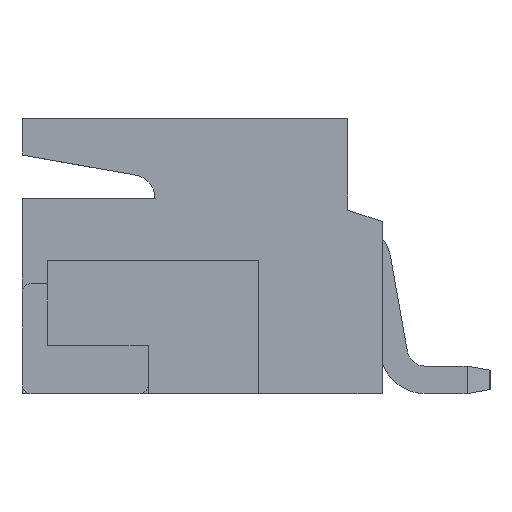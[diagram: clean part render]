
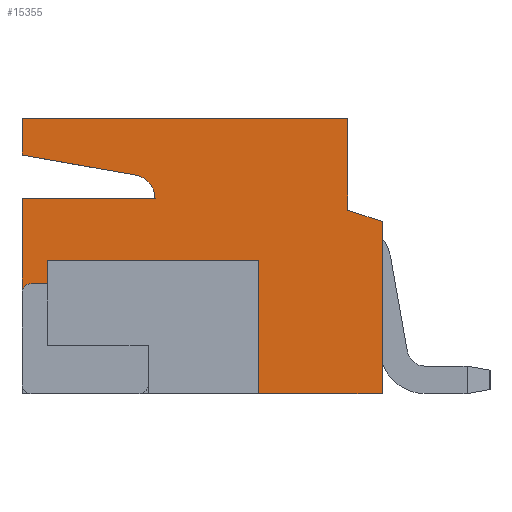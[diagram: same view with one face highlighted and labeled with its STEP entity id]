
A CAD part, left-side view. The second image highlights one B-rep face of the part: STEP entity #15355.
In plain terms, the highlighted planar face has unit normal (-1, 0, 0).
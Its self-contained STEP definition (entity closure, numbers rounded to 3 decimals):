
#44 = DIRECTION ( 'NONE',  ( 0., 0., -1. ) ) ;
#191 = VERTEX_POINT ( 'NONE', #12100 ) ;
#591 = EDGE_CURVE ( 'NONE', #5638, #15545, #5737, .T. ) ;
#919 = VERTEX_POINT ( 'NONE', #15328 ) ;
#921 = EDGE_CURVE ( 'NONE', #15608, #11913, #15221, .T. ) ;
#928 = EDGE_CURVE ( 'NONE', #7620, #1961, #5710, .T. ) ;
#1015 = VECTOR ( 'NONE', #16046, 1000. ) ;
#1142 = LINE ( 'NONE', #6223, #4088 ) ;
#1169 = VERTEX_POINT ( 'NONE', #2408 ) ;
#1190 = EDGE_LOOP ( 'NONE', ( #6004, #2290, #10070, #13349, #5399, #12400, #15668, #2313, #7607, #4662, #7977, #8376, #9159, #15733, #12835, #3312, #3732, #10678 ) ) ;
#1193 = LINE ( 'NONE', #3123, #4133 ) ;
#1206 = EDGE_CURVE ( 'NONE', #15862, #3816, #8205, .T. ) ;
#1347 = EDGE_CURVE ( 'NONE', #15545, #15089, #15387, .T. ) ;
#1672 = DIRECTION ( 'NONE',  ( 0., -1., 0. ) ) ;
#1878 = LINE ( 'NONE', #6257, #8116 ) ;
#1961 = VERTEX_POINT ( 'NONE', #9121 ) ;
#1984 = VECTOR ( 'NONE', #14816, 1000. ) ;
#2037 = VECTOR ( 'NONE', #6865, 1000. ) ;
#2261 = LINE ( 'NONE', #7161, #5195 ) ;
#2290 = ORIENTED_EDGE ( 'NONE', *, *, #7465, .T. ) ;
#2313 = ORIENTED_EDGE ( 'NONE', *, *, #14343, .F. ) ;
#2314 = CARTESIAN_POINT ( 'NONE',  ( -11.3, -0.844, 4.787 ) ) ;
#2388 = VERTEX_POINT ( 'NONE', #10204 ) ;
#2408 = CARTESIAN_POINT ( 'NONE',  ( -11.3, -1.25, 0.2 ) ) ;
#2447 = VECTOR ( 'NONE', #11750, 1000. ) ;
#2697 = LINE ( 'NONE', #9124, #5587 ) ;
#2996 = CARTESIAN_POINT ( 'NONE',  ( -11.3, -3.65, 2.9 ) ) ;
#3017 = CARTESIAN_POINT ( 'NONE',  ( -11.3, -5.6, 4. ) ) ;
#3062 = CARTESIAN_POINT ( 'NONE',  ( -11.3, -3.15, 1.05 ) ) ;
#3123 = CARTESIAN_POINT ( 'NONE',  ( -11.3, -6.35, 3.75 ) ) ;
#3133 = CARTESIAN_POINT ( 'NONE',  ( -11.3, 1.5, 5.2 ) ) ;
#3312 = ORIENTED_EDGE ( 'NONE', *, *, #10745, .F. ) ;
#3454 = AXIS2_PLACEMENT_3D ( 'NONE', #3583, #12263, #4813 ) ;
#3583 = CARTESIAN_POINT ( 'NONE',  ( -11.3, -0.877, 4.25 ) ) ;
#3732 = ORIENTED_EDGE ( 'NONE', *, *, #14673, .F. ) ;
#3764 = VECTOR ( 'NONE', #7320, 1000. ) ;
#3816 = VERTEX_POINT ( 'NONE', #11900 ) ;
#3898 = LINE ( 'NONE', #14940, #9702 ) ;
#4088 = VECTOR ( 'NONE', #13622, 1000. ) ;
#4133 = VECTOR ( 'NONE', #5625, 1000. ) ;
#4317 = CARTESIAN_POINT ( 'NONE',  ( -11.3, 0.95, 2.9 ) ) ;
#4414 = DIRECTION ( 'NONE',  ( 1., 0., 0. ) ) ;
#4544 = EDGE_CURVE ( 'NONE', #919, #12744, #5532, .T. ) ;
#4587 = EDGE_CURVE ( 'NONE', #15089, #9134, #10551, .T. ) ;
#4662 = ORIENTED_EDGE ( 'NONE', *, *, #1347, .T. ) ;
#4813 = DIRECTION ( 'NONE',  ( 0., 0., -1. ) ) ;
#4911 = VECTOR ( 'NONE', #13617, 1000. ) ;
#4914 = CARTESIAN_POINT ( 'NONE',  ( -11.3, -3.15, 2.4 ) ) ;
#5088 = VERTEX_POINT ( 'NONE', #3133 ) ;
#5195 = VECTOR ( 'NONE', #14555, 1000. ) ;
#5346 = EDGE_CURVE ( 'NONE', #5088, #919, #7456, .T. ) ;
#5366 = LINE ( 'NONE', #6809, #2037 ) ;
#5399 = ORIENTED_EDGE ( 'NONE', *, *, #15770, .T. ) ;
#5532 = CIRCLE ( 'NONE', #3454, 0.523 ) ;
#5587 = VECTOR ( 'NONE', #14128, 1000. ) ;
#5625 = DIRECTION ( 'NONE',  ( 0., 0., -1. ) ) ;
#5638 = VERTEX_POINT ( 'NONE', #15082 ) ;
#5710 = LINE ( 'NONE', #9210, #8635 ) ;
#5737 = LINE ( 'NONE', #4317, #2447 ) ;
#5739 = VECTOR ( 'NONE', #10274, 1000. ) ;
#5877 = VECTOR ( 'NONE', #1672, 1000. ) ;
#6004 = ORIENTED_EDGE ( 'NONE', *, *, #4544, .T. ) ;
#6130 = CARTESIAN_POINT ( 'NONE',  ( -11.3, 0.95, 2.4 ) ) ;
#6223 = CARTESIAN_POINT ( 'NONE',  ( -11.3, -5.6, 6. ) ) ;
#6257 = CARTESIAN_POINT ( 'NONE',  ( -11.3, -3.15, 1.05 ) ) ;
#6809 = CARTESIAN_POINT ( 'NONE',  ( -11.3, 1.5, 0. ) ) ;
#6865 = DIRECTION ( 'NONE',  ( 0., 0., 1. ) ) ;
#7161 = CARTESIAN_POINT ( 'NONE',  ( -11.3, -1.835, 0.2 ) ) ;
#7320 = DIRECTION ( 'NONE',  ( 0., -0.985, -0.174 ) ) ;
#7456 = LINE ( 'NONE', #2314, #3764 ) ;
#7465 = EDGE_CURVE ( 'NONE', #12744, #1961, #12708, .T. ) ;
#7607 = ORIENTED_EDGE ( 'NONE', *, *, #591, .T. ) ;
#7620 = VERTEX_POINT ( 'NONE', #8879 ) ;
#7788 = CARTESIAN_POINT ( 'NONE',  ( -11.3, -1.4, 4.25 ) ) ;
#7847 = DIRECTION ( 'NONE',  ( 0., 0., 1. ) ) ;
#7897 = FACE_OUTER_BOUND ( 'NONE', #1190, .T. ) ;
#7977 = ORIENTED_EDGE ( 'NONE', *, *, #4587, .T. ) ;
#8116 = VECTOR ( 'NONE', #44, 1000. ) ;
#8205 = LINE ( 'NONE', #11125, #4911 ) ;
#8376 = ORIENTED_EDGE ( 'NONE', *, *, #12153, .F. ) ;
#8635 = VECTOR ( 'NONE', #7847, 1000. ) ;
#8768 = DIRECTION ( 'NONE',  ( 0., -1., 0. ) ) ;
#8879 = CARTESIAN_POINT ( 'NONE',  ( -11.3, 1.5, 0.2 ) ) ;
#9121 = CARTESIAN_POINT ( 'NONE',  ( -11.3, 1.5, 4.25 ) ) ;
#9124 = CARTESIAN_POINT ( 'NONE',  ( -11.3, -6.35, 0. ) ) ;
#9134 = VERTEX_POINT ( 'NONE', #12997 ) ;
#9159 = ORIENTED_EDGE ( 'NONE', *, *, #9779, .F. ) ;
#9210 = CARTESIAN_POINT ( 'NONE',  ( -11.3, 1.5, 0. ) ) ;
#9702 = VECTOR ( 'NONE', #8768, 1000. ) ;
#9779 = EDGE_CURVE ( 'NONE', #11913, #191, #1193, .T. ) ;
#10070 = ORIENTED_EDGE ( 'NONE', *, *, #928, .F. ) ;
#10090 = CARTESIAN_POINT ( 'NONE',  ( -11.3, -3.65, 2.9 ) ) ;
#10204 = CARTESIAN_POINT ( 'NONE',  ( -11.3, 1.5, 6. ) ) ;
#10264 = AXIS2_PLACEMENT_3D ( 'NONE', #10590, #4414, #13084 ) ;
#10274 = DIRECTION ( 'NONE',  ( 0., 0., 1. ) ) ;
#10551 = LINE ( 'NONE', #14798, #1015 ) ;
#10590 = CARTESIAN_POINT ( 'NONE',  ( -11.3, 0., 0. ) ) ;
#10678 = ORIENTED_EDGE ( 'NONE', *, *, #5346, .T. ) ;
#10745 = EDGE_CURVE ( 'NONE', #2388, #13414, #3898, .T. ) ;
#11068 = CARTESIAN_POINT ( 'NONE',  ( -11.3, 0., 4.25 ) ) ;
#11089 = CARTESIAN_POINT ( 'NONE',  ( -11.3, 0.95, 2.9 ) ) ;
#11125 = CARTESIAN_POINT ( 'NONE',  ( -11.3, 0.95, 1.05 ) ) ;
#11407 = VECTOR ( 'NONE', #14789, 1000. ) ;
#11446 = EDGE_CURVE ( 'NONE', #13414, #15608, #1142, .T. ) ;
#11572 = CARTESIAN_POINT ( 'NONE',  ( -11.3, -1.25, 1.05 ) ) ;
#11699 = DIRECTION ( 'NONE',  ( 0., -0.949, -0.316 ) ) ;
#11750 = DIRECTION ( 'NONE',  ( 0., 0., 1. ) ) ;
#11860 = PLANE ( 'NONE',  #10264 ) ;
#11900 = CARTESIAN_POINT ( 'NONE',  ( -11.3, -1.25, 1.05 ) ) ;
#11913 = VERTEX_POINT ( 'NONE', #14685 ) ;
#11981 = EDGE_CURVE ( 'NONE', #12484, #15862, #1878, .T. ) ;
#12100 = CARTESIAN_POINT ( 'NONE',  ( -11.3, -6.35, 0. ) ) ;
#12153 = EDGE_CURVE ( 'NONE', #191, #9134, #2697, .T. ) ;
#12263 = DIRECTION ( 'NONE',  ( 1., 0., 0. ) ) ;
#12321 = VECTOR ( 'NONE', #11699, 1000. ) ;
#12353 = EDGE_CURVE ( 'NONE', #1169, #7620, #2261, .T. ) ;
#12357 = LINE ( 'NONE', #11572, #5739 ) ;
#12400 = ORIENTED_EDGE ( 'NONE', *, *, #1206, .F. ) ;
#12484 = VERTEX_POINT ( 'NONE', #4914 ) ;
#12708 = LINE ( 'NONE', #11068, #1984 ) ;
#12744 = VERTEX_POINT ( 'NONE', #7788 ) ;
#12835 = ORIENTED_EDGE ( 'NONE', *, *, #11446, .F. ) ;
#12997 = CARTESIAN_POINT ( 'NONE',  ( -11.3, -3.65, 0. ) ) ;
#13060 = CARTESIAN_POINT ( 'NONE',  ( -11.3, -5.6, 6. ) ) ;
#13084 = DIRECTION ( 'NONE',  ( 0., 0., -1. ) ) ;
#13349 = ORIENTED_EDGE ( 'NONE', *, *, #12353, .F. ) ;
#13414 = VERTEX_POINT ( 'NONE', #13060 ) ;
#13617 = DIRECTION ( 'NONE',  ( 0., 1., 0. ) ) ;
#13622 = DIRECTION ( 'NONE',  ( 0., 0., -1. ) ) ;
#14128 = DIRECTION ( 'NONE',  ( 0., 1., 0. ) ) ;
#14343 = EDGE_CURVE ( 'NONE', #5638, #12484, #14681, .T. ) ;
#14555 = DIRECTION ( 'NONE',  ( 0., 1., 0. ) ) ;
#14673 = EDGE_CURVE ( 'NONE', #5088, #2388, #5366, .T. ) ;
#14681 = LINE ( 'NONE', #6130, #11407 ) ;
#14685 = CARTESIAN_POINT ( 'NONE',  ( -11.3, -6.35, 3.75 ) ) ;
#14789 = DIRECTION ( 'NONE',  ( 0., -1., 0. ) ) ;
#14798 = CARTESIAN_POINT ( 'NONE',  ( -11.3, -3.65, 0. ) ) ;
#14816 = DIRECTION ( 'NONE',  ( 0., 1., 0. ) ) ;
#14903 = CARTESIAN_POINT ( 'NONE',  ( -11.3, -5.6, 4. ) ) ;
#14940 = CARTESIAN_POINT ( 'NONE',  ( -11.3, 1.5, 6. ) ) ;
#15082 = CARTESIAN_POINT ( 'NONE',  ( -11.3, 0.95, 2.4 ) ) ;
#15089 = VERTEX_POINT ( 'NONE', #10090 ) ;
#15221 = LINE ( 'NONE', #3017, #12321 ) ;
#15328 = CARTESIAN_POINT ( 'NONE',  ( -11.3, -0.968, 4.765 ) ) ;
#15355 = ADVANCED_FACE ( 'NONE', ( #7897 ), #11860, .F. ) ;
#15387 = LINE ( 'NONE', #2996, #5877 ) ;
#15545 = VERTEX_POINT ( 'NONE', #11089 ) ;
#15608 = VERTEX_POINT ( 'NONE', #14903 ) ;
#15668 = ORIENTED_EDGE ( 'NONE', *, *, #11981, .F. ) ;
#15733 = ORIENTED_EDGE ( 'NONE', *, *, #921, .F. ) ;
#15770 = EDGE_CURVE ( 'NONE', #1169, #3816, #12357, .T. ) ;
#15862 = VERTEX_POINT ( 'NONE', #3062 ) ;
#16046 = DIRECTION ( 'NONE',  ( 0., 0., -1. ) ) ;
